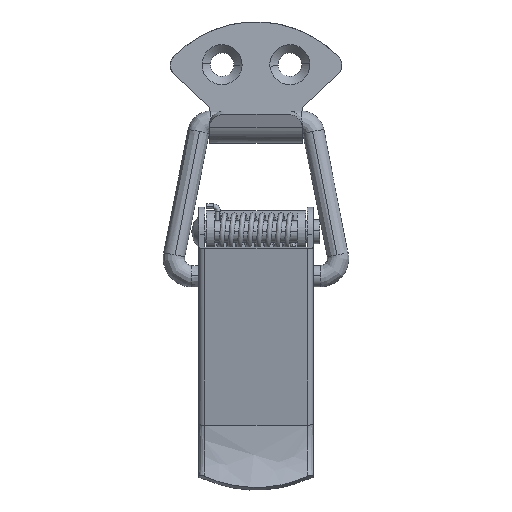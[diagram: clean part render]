
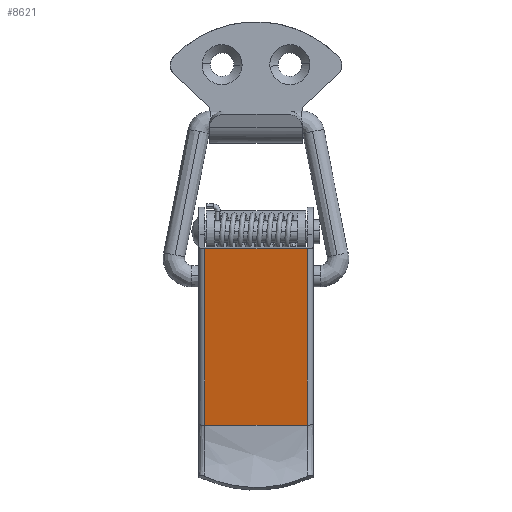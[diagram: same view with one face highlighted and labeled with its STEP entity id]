
A CAD part, front view. The second image highlights one B-rep face of the part: STEP entity #8621.
In plain terms, the highlighted free-form (B-spline) face has degree [1, 1] with [2, 2] control points.
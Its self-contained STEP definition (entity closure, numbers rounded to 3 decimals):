
#8278=CARTESIAN_POINT('',(-7.2,-5.176,-17.767));
#8279=VERTEX_POINT('',#8278);
#8293=CARTESIAN_POINT('',(7.2,-5.176,-17.767));
#8294=VERTEX_POINT('',#8293);
#8295=CARTESIAN_POINT('',(-7.2,-5.176,-17.767));
#8296=CARTESIAN_POINT('',(7.2,-5.176,-17.767));
#8297=QUASI_UNIFORM_CURVE('',1,(#8295,#8296),.UNSPECIFIED.,.F.,.U.);
#8298=EDGE_CURVE('',#8279,#8294,#8297,.T.);
#8475=CARTESIAN_POINT('',(7.2,-0.468,-42.505));
#8476=VERTEX_POINT('',#8475);
#8521=CARTESIAN_POINT('',(7.2,-0.468,-42.505));
#8522=CARTESIAN_POINT('',(7.2,-5.176,-17.767));
#8523=QUASI_UNIFORM_CURVE('',1,(#8521,#8522),.UNSPECIFIED.,.F.,.U.);
#8524=EDGE_CURVE('',#8476,#8294,#8523,.T.);
#8549=CARTESIAN_POINT('',(-7.2,-0.468,-42.505));
#8550=VERTEX_POINT('',#8549);
#8598=CARTESIAN_POINT('',(-7.2,-5.176,-17.767));
#8599=CARTESIAN_POINT('',(-7.2,-0.468,-42.505));
#8600=QUASI_UNIFORM_CURVE('',1,(#8598,#8599),.UNSPECIFIED.,.F.,.U.);
#8601=EDGE_CURVE('',#8279,#8550,#8600,.T.);
#8606=CARTESIAN_POINT('',(7.919,-0.233,-43.741));
#8607=CARTESIAN_POINT('',(7.919,-5.411,-16.531));
#8608=CARTESIAN_POINT('',(-7.919,-0.233,-43.741));
#8609=CARTESIAN_POINT('',(-7.919,-5.411,-16.531));
#8610=B_SPLINE_SURFACE_WITH_KNOTS('',1,1,((#8606,#8608),(#8607,#8609)),.UNSPECIFIED.,.F.,.F.,.U.,(2,2),(2,2),(0.0,27.698),(0.0,15.839),.UNSPECIFIED.);
#8611=ORIENTED_EDGE('',*,*,#8298,.F.);
#8612=ORIENTED_EDGE('',*,*,#8601,.T.);
#8613=CARTESIAN_POINT('',(-7.2,-0.468,-42.505));
#8614=CARTESIAN_POINT('',(7.2,-0.468,-42.505));
#8615=QUASI_UNIFORM_CURVE('',1,(#8613,#8614),.UNSPECIFIED.,.F.,.U.);
#8616=EDGE_CURVE('',#8550,#8476,#8615,.T.);
#8617=ORIENTED_EDGE('',*,*,#8616,.T.);
#8618=ORIENTED_EDGE('',*,*,#8524,.T.);
#8619=EDGE_LOOP('',(#8611,#8612,#8617,#8618));
#8620=FACE_OUTER_BOUND('',#8619,.T.);
#8621=ADVANCED_FACE('',(#8620),#8610,.T.);
